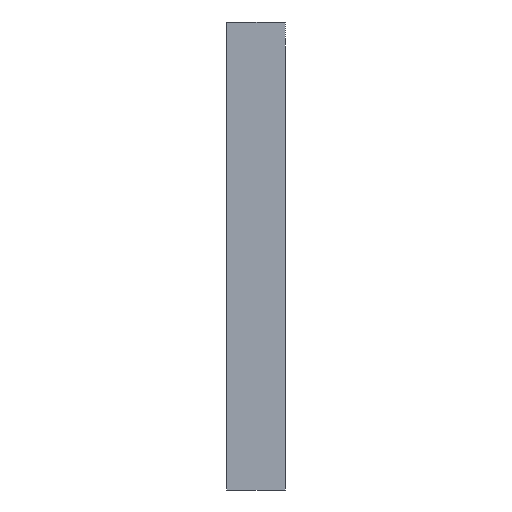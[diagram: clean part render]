
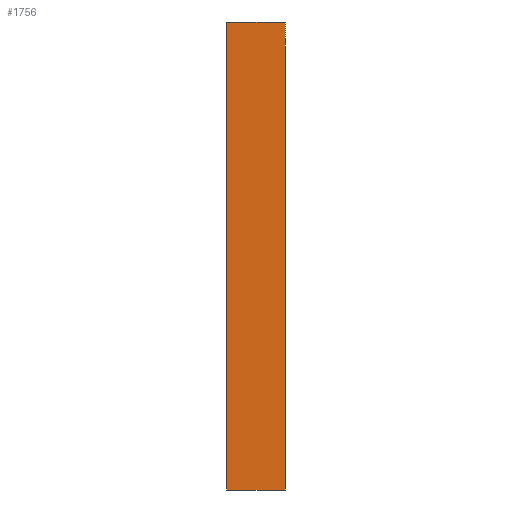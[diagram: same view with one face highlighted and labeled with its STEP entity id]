
A CAD part, left-side view. The second image highlights one B-rep face of the part: STEP entity #1756.
In plain terms, the highlighted planar face has unit normal (-1, 0, 0).
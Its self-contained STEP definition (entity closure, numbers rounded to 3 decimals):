
#151 = VERTEX_POINT ( 'NONE', #1932 ) ;
#279 = VERTEX_POINT ( 'NONE', #2815 ) ;
#330 = EDGE_CURVE ( 'NONE', #4609, #2404, #3229, .T. ) ;
#381 = ORIENTED_EDGE ( 'NONE', *, *, #770, .F. ) ;
#446 = ORIENTED_EDGE ( 'NONE', *, *, #1491, .F. ) ;
#448 = ORIENTED_EDGE ( 'NONE', *, *, #603, .T. ) ;
#603 = EDGE_CURVE ( 'NONE', #2404, #151, #2973, .T. ) ;
#649 = ORIENTED_EDGE ( 'NONE', *, *, #330, .T. ) ;
#770 = EDGE_CURVE ( 'NONE', #4609, #279, #4063, .T. ) ;
#1491 = EDGE_CURVE ( 'NONE', #279, #151, #2560, .T. ) ;
#1756 = ADVANCED_FACE ( 'NONE', ( #2736 ), #2737, .F. ) ;
#1791 = EDGE_LOOP ( 'NONE', ( #448, #446, #381, #649 ) ) ;
#1932 = CARTESIAN_POINT ( 'NONE',  ( -60., 0., 40. ) ) ;
#2404 = VERTEX_POINT ( 'NONE', #3387 ) ;
#2560 = LINE ( 'NONE', #2561, #2562 ) ;
#2561 = CARTESIAN_POINT ( 'NONE',  ( -60., 10., 40. ) ) ;
#2562 = VECTOR ( 'NONE', #2563, 1000. ) ;
#2563 = DIRECTION ( 'NONE',  ( 0., -1., 0. ) ) ;
#2680 = CARTESIAN_POINT ( 'NONE',  ( -60., 10., -40. ) ) ;
#2736 = FACE_OUTER_BOUND ( 'NONE', #1791, .T. ) ;
#2737 = PLANE ( 'NONE',  #2738 ) ;
#2738 = AXIS2_PLACEMENT_3D ( 'NONE', #2739, #2740, #2741 ) ;
#2739 = CARTESIAN_POINT ( 'NONE',  ( -60., 10., -40. ) ) ;
#2740 = DIRECTION ( 'NONE',  ( 1., 0., 0. ) ) ;
#2741 = DIRECTION ( 'NONE',  ( 0., 0., -1. ) ) ;
#2815 = CARTESIAN_POINT ( 'NONE',  ( -60., 10., 40. ) ) ;
#2973 = LINE ( 'NONE', #2974, #2975 ) ;
#2974 = CARTESIAN_POINT ( 'NONE',  ( -60., 0., -40. ) ) ;
#2975 = VECTOR ( 'NONE', #2976, 1000. ) ;
#2976 = DIRECTION ( 'NONE',  ( 0., 0., 1. ) ) ;
#3229 = LINE ( 'NONE', #3230, #3231 ) ;
#3230 = CARTESIAN_POINT ( 'NONE',  ( -60., 10., -40. ) ) ;
#3231 = VECTOR ( 'NONE', #3232, 1000. ) ;
#3232 = DIRECTION ( 'NONE',  ( 0., -1., 0. ) ) ;
#3387 = CARTESIAN_POINT ( 'NONE',  ( -60., 0., -40. ) ) ;
#4063 = LINE ( 'NONE', #4064, #4065 ) ;
#4064 = CARTESIAN_POINT ( 'NONE',  ( -60., 10., -40. ) ) ;
#4065 = VECTOR ( 'NONE', #4066, 1000. ) ;
#4066 = DIRECTION ( 'NONE',  ( 0., 0., 1. ) ) ;
#4609 = VERTEX_POINT ( 'NONE', #2680 ) ;
